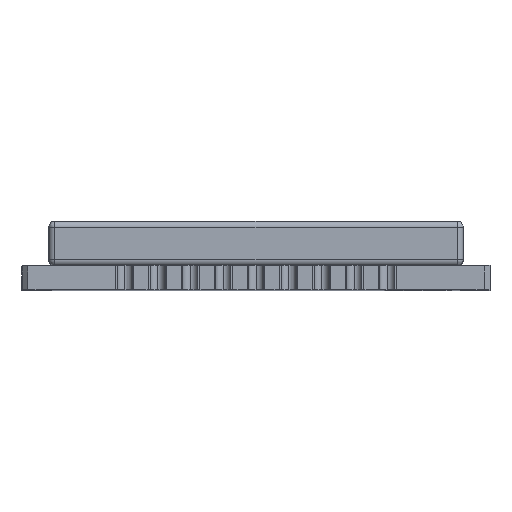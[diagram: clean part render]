
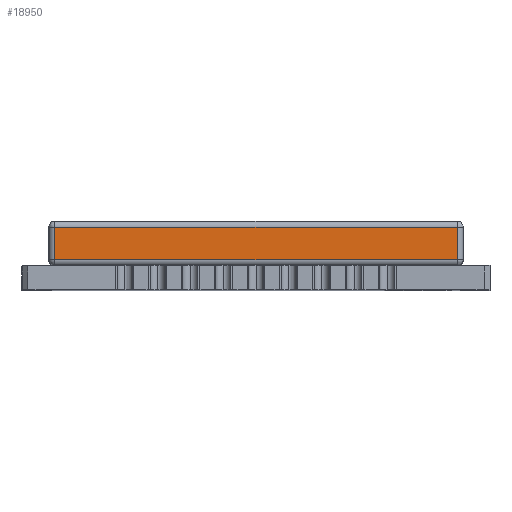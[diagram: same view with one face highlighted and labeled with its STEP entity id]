
A CAD part, top view. The second image highlights one B-rep face of the part: STEP entity #18950.
In plain terms, the highlighted planar face has unit normal (0, 0, 1).
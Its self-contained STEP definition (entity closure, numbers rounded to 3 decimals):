
#1992 = CARTESIAN_POINT ( 'NONE',  ( -6.95, 2.3, 7.9 ) ) ;
#2283 = VECTOR ( 'NONE', #29450, 1000. ) ;
#4345 = PLANE ( 'NONE',  #15694 ) ;
#4444 = DIRECTION ( 'NONE',  ( -1., 0., 0. ) ) ;
#4720 = ORIENTED_EDGE ( 'NONE', *, *, #11180, .T. ) ;
#5175 = ORIENTED_EDGE ( 'NONE', *, *, #7804, .T. ) ;
#5198 = LINE ( 'NONE', #25560, #23731 ) ;
#7804 = EDGE_CURVE ( 'NONE', #29700, #26237, #21606, .T. ) ;
#8222 = LINE ( 'NONE', #10442, #12305 ) ;
#8810 = EDGE_CURVE ( 'NONE', #19779, #22000, #8904, .T. ) ;
#8904 = LINE ( 'NONE', #22695, #26643 ) ;
#10442 = CARTESIAN_POINT ( 'NONE',  ( -6.95, 2.1, 7.9 ) ) ;
#10518 = CARTESIAN_POINT ( 'NONE',  ( -6.75, 2.1, 7.9 ) ) ;
#11180 = EDGE_CURVE ( 'NONE', #26237, #19779, #5198, .T. ) ;
#12305 = VECTOR ( 'NONE', #20054, 1000. ) ;
#15448 = ORIENTED_EDGE ( 'NONE', *, *, #16713, .T. ) ;
#15694 = AXIS2_PLACEMENT_3D ( 'NONE', #1992, #18897, #4444 ) ;
#16713 = EDGE_CURVE ( 'NONE', #22000, #29700, #8222, .T. ) ;
#16920 = FACE_OUTER_BOUND ( 'NONE', #26174, .T. ) ;
#18897 = DIRECTION ( 'NONE',  ( 0., 0., -1. ) ) ;
#18950 = ADVANCED_FACE ( 'NONE', ( #16920 ), #4345, .F. ) ;
#19779 = VERTEX_POINT ( 'NONE', #25435 ) ;
#20054 = DIRECTION ( 'NONE',  ( -1., 0., 0. ) ) ;
#21606 = LINE ( 'NONE', #27115, #2283 ) ;
#22000 = VERTEX_POINT ( 'NONE', #24102 ) ;
#22695 = CARTESIAN_POINT ( 'NONE',  ( 6.75, 2.3, 7.9 ) ) ;
#23731 = VECTOR ( 'NONE', #25650, 1000. ) ;
#24102 = CARTESIAN_POINT ( 'NONE',  ( 6.75, 2.1, 7.9 ) ) ;
#25122 = DIRECTION ( 'NONE',  ( 0., 1., 0. ) ) ;
#25424 = ORIENTED_EDGE ( 'NONE', *, *, #8810, .T. ) ;
#25435 = CARTESIAN_POINT ( 'NONE',  ( 6.75, 1., 7.9 ) ) ;
#25560 = CARTESIAN_POINT ( 'NONE',  ( -6.95, 1., 7.9 ) ) ;
#25650 = DIRECTION ( 'NONE',  ( 1., 0., 0. ) ) ;
#26174 = EDGE_LOOP ( 'NONE', ( #5175, #4720, #25424, #15448 ) ) ;
#26237 = VERTEX_POINT ( 'NONE', #30081 ) ;
#26643 = VECTOR ( 'NONE', #25122, 1000. ) ;
#27115 = CARTESIAN_POINT ( 'NONE',  ( -6.75, 2.3, 7.9 ) ) ;
#29450 = DIRECTION ( 'NONE',  ( 0., -1., 0. ) ) ;
#29700 = VERTEX_POINT ( 'NONE', #10518 ) ;
#30081 = CARTESIAN_POINT ( 'NONE',  ( -6.75, 1., 7.9 ) ) ;
